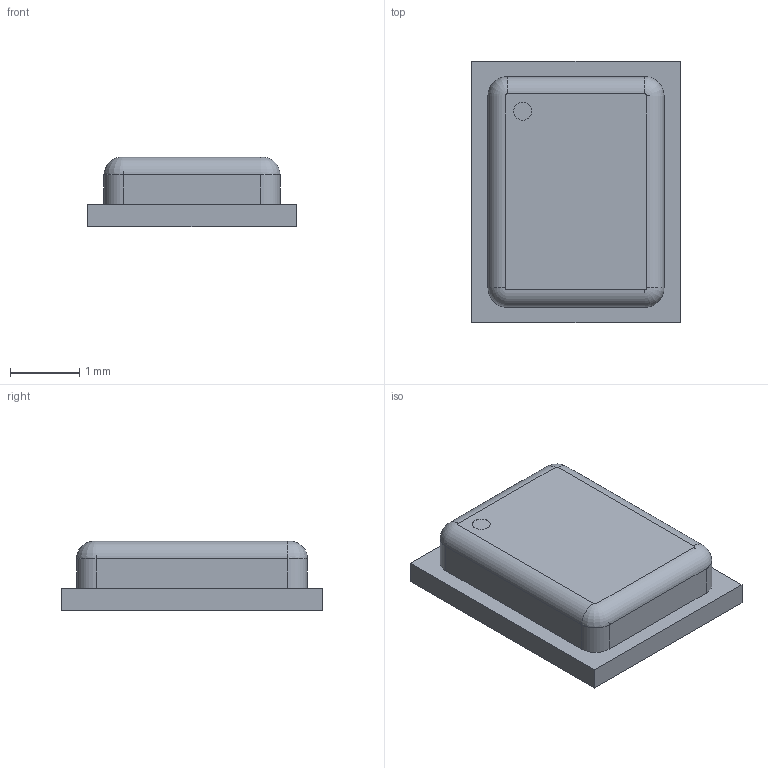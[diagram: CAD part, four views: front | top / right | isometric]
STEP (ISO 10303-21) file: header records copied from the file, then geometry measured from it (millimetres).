
FILE_DESCRIPTION(('FreeCAD Model'),'2;1');
FILE_NAME('Pocket.step', '2018-10-16T22:25:00',('kicad StepUp'),('ksu MCAD'), 'Open CASCADE STEP processor 6.8','FreeCAD','Unknown');
FILE_SCHEMA(('AUTOMOTIVE_DESIGN_CC2 { 1 2 10303 214 -1 1 5 4 }'));
Length unit declared in the file: millimetre
Products named in the file (1): Pocket
Bounding box: 3 x 3.76 x 1 mm (x, y, z)
Volume: 9.4 mm3; surface area: 35.2 mm2
Topology: 1 solids, 1 shells, 39 faces, 84 edges, 48 vertices
Faces by surface type: plane 19, cylinder 16, revolution 4
Full cylindrical faces by diameter (mm): 0.258 x1, 0.562 x2, 0.61 x1, 0.612 x1, 0.723 x2, 1.224 x1
Entity records: 1318 total; most frequent: CARTESIAN_POINT 192, DIRECTION 188, ORIENTED_EDGE 152, EDGE_CURVE 76, AXIS2_PLACEMENT_3D 72, FACE_BOUND 48, EDGE_LOOP 48, VERTEX_POINT 48
